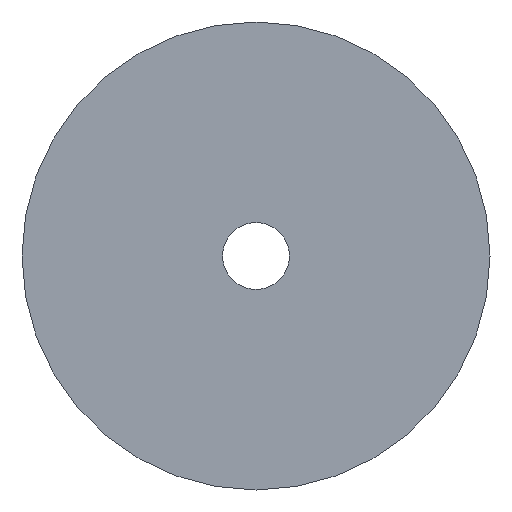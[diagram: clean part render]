
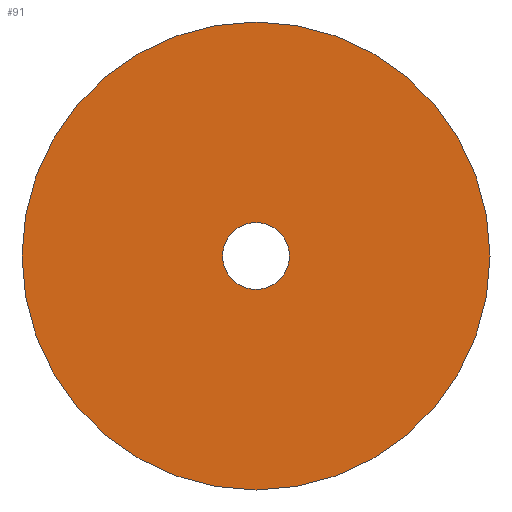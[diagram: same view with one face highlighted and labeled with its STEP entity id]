
A CAD part, front view. The second image highlights one B-rep face of the part: STEP entity #91.
In plain terms, the highlighted planar face has unit normal (0, -1, 0).
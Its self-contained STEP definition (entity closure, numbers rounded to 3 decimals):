
#16=PLANE('',#107);
#27=FACE_BOUND('',#48,.T.);
#34=FACE_OUTER_BOUND('',#47,.T.);
#47=EDGE_LOOP('',(#82));
#48=EDGE_LOOP('',(#83));
#51=CIRCLE('',#98,14.);
#52=CIRCLE('',#100,2.);
#58=VERTEX_POINT('',#145);
#59=VERTEX_POINT('',#148);
#65=EDGE_CURVE('',#58,#58,#51,.T.);
#66=EDGE_CURVE('',#59,#59,#52,.T.);
#82=ORIENTED_EDGE('',*,*,#65,.F.);
#83=ORIENTED_EDGE('',*,*,#66,.T.);
#91=ADVANCED_FACE('',(#34,#27),#16,.F.);
#98=AXIS2_PLACEMENT_3D('',#146,#118,#119);
#100=AXIS2_PLACEMENT_3D('',#149,#122,#123);
#107=AXIS2_PLACEMENT_3D('',#159,#136,#137);
#118=DIRECTION('center_axis',(0.,1.,0.));
#119=DIRECTION('ref_axis',(1.,0.,0.));
#122=DIRECTION('center_axis',(0.,1.,0.));
#123=DIRECTION('ref_axis',(-1.,0.,0.));
#136=DIRECTION('center_axis',(0.,1.,0.));
#137=DIRECTION('ref_axis',(0.,0.,1.));
#145=CARTESIAN_POINT('',(14.,0.,0.));
#146=CARTESIAN_POINT('Origin',(0.,0.,0.));
#148=CARTESIAN_POINT('',(2.,0.,0.));
#149=CARTESIAN_POINT('Origin',(0.,0.,0.));
#159=CARTESIAN_POINT('Origin',(0.,0.,0.));
